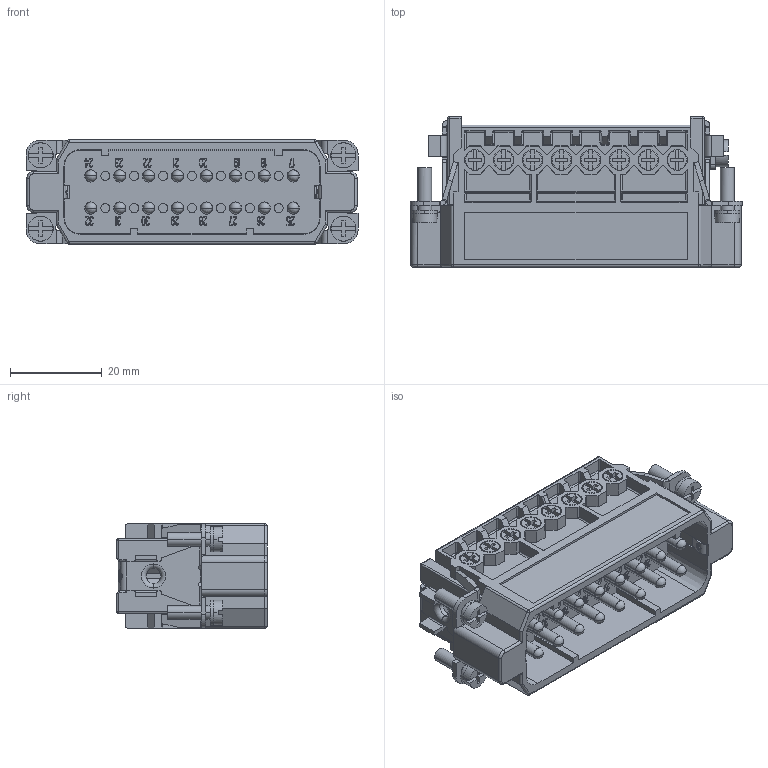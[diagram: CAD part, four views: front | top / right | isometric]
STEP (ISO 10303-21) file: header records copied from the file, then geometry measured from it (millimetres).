
FILE_DESCRIPTION((''),'2;1');
FILE_NAME('HA-016-M','2017-06-28T',('tl.yang'),(''),'PRO/ENGINEER BY PARAMETRIC TECHNOLOGY CORPORATION, 2011500','PRO/ENGINEER BY PARAMETRIC TECHNOLOGY CORPORATION, 2011500','');
FILE_SCHEMA(('CONFIG_CONTROL_DESIGN'));
Products named in the file (1): HA-016-M
Bounding box: 72.4 x 32.8 x 22.7 mm (x, y, z)
Volume: 22488 mm3; surface area: 27005.3 mm2
Topology: 1 solids, 1 shells, 4742 faces, 13047 edges, 8479 vertices
Faces by surface type: plane 3546, cylinder 779, cone 171, sphere 100, torus 77, bspline 69
Entity records: 155085 total; most frequent: CARTESIAN_POINT 35297, ORIENTED_EDGE 26030, DIRECTION 22939, EDGE_CURVE 13015, VECTOR 10481, LINE 10481, VERTEX_POINT 8479, AXIS2_PLACEMENT_3D 6229
